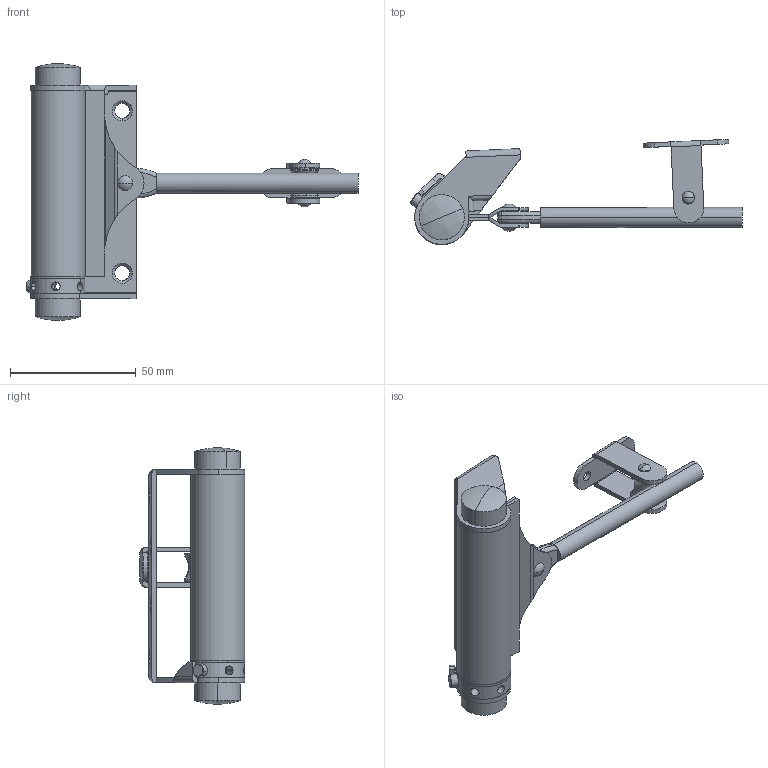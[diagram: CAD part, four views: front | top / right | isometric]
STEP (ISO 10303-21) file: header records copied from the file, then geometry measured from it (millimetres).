
FILE_DESCRIPTION (( 'STEP AP214' ), '1' );
FILE_NAME ('Türschliesser Nr. 1.STEP', '2011-02-10T11:48:01', ( 'Anwender' ), ( '' ), 'SwSTEP 2.0', 'SolidWorks 2010', '' );
FILE_SCHEMA (( 'AUTOMOTIVE_DESIGN' ));
Length unit declared in the file: millimetre
Products named in the file (13): Gegenhalt; Sperrstift; Stellring; Kunststoffscheibe; Flügel Nr. 1; Büchse Nr. 1; Welle; Auflagerolle; Türschliesser Nr. 1; Deckel; Mitnehmerwelle; Halter Rolle; Abroller
Assembly tree (13 placements, depth 3):
  Türschliesser Nr. 1
    Deckel  x2
    Büchse Nr. 1
    Stellring
    Flügel Nr. 1
    Kunststoffscheibe
    Gegenhalt
    Sperrstift
    Abroller
      Auflagerolle
      Halter Rolle
      Welle
    Mitnehmerwelle
Bounding box: 131.88 x 41.8 x 102 mm (x, y, z)
Volume: 28081.5 mm3; surface area: 31510.6 mm2
Topology: 12 solids, 12 shells, 237 faces, 596 edges, 384 vertices
Faces by surface type: cylinder 119, plane 84, sphere 12, torus 12, cone 10
Entity records: 8324 total; most frequent: CARTESIAN_POINT 2048, DIRECTION 1258, ORIENTED_EDGE 1176, EDGE_CURVE 588, AXIS2_PLACEMENT_3D 489, VERTEX_POINT 379, VECTOR 280, LINE 280
